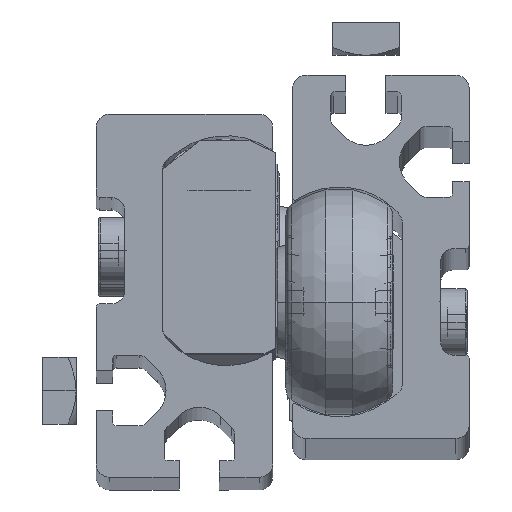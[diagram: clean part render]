
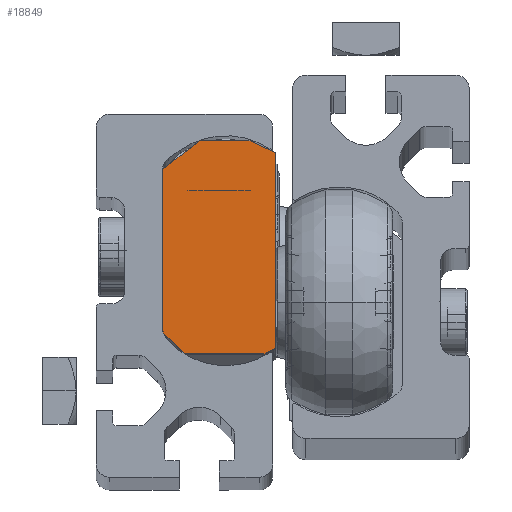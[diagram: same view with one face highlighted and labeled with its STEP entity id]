
A CAD part, top view. The second image highlights one B-rep face of the part: STEP entity #18849.
In plain terms, the highlighted face is planar.
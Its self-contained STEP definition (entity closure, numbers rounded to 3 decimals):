
#413 = EDGE_CURVE ( 'NONE', #3605, #4110, #8115, .T. ) ;
#1083 = ORIENTED_EDGE ( 'NONE', *, *, #19632, .T. ) ;
#1432 = LINE ( 'NONE', #22994, #15495 ) ;
#1433 = DIRECTION ( 'NONE',  ( 0., 0., 1. ) ) ;
#1525 = ORIENTED_EDGE ( 'NONE', *, *, #13370, .F. ) ;
#1585 = VERTEX_POINT ( 'NONE', #10638 ) ;
#1622 = EDGE_CURVE ( 'NONE', #15233, #22690, #1432, .T. ) ;
#1694 = CARTESIAN_POINT ( 'NONE',  ( 19., -12.2, 8.5 ) ) ;
#2385 = DIRECTION ( 'NONE',  ( 0., 0., 1. ) ) ;
#2547 = ORIENTED_EDGE ( 'NONE', *, *, #18740, .T. ) ;
#2746 = DIRECTION ( 'NONE',  ( 0., 0., -1. ) ) ;
#2897 = VECTOR ( 'NONE', #9688, 1000. ) ;
#3142 = VECTOR ( 'NONE', #5516, 1000. ) ;
#3605 = VERTEX_POINT ( 'NONE', #6561 ) ;
#3713 = VERTEX_POINT ( 'NONE', #12441 ) ;
#4077 = CARTESIAN_POINT ( 'NONE',  ( 19., 12.203, 8.5 ) ) ;
#4110 = VERTEX_POINT ( 'NONE', #15656 ) ;
#4200 = VECTOR ( 'NONE', #2746, 1000. ) ;
#5198 = CARTESIAN_POINT ( 'NONE',  ( 19., -15.5, 5.2 ) ) ;
#5516 = DIRECTION ( 'NONE',  ( 0., 0.616, -0.788 ) ) ;
#5613 = LINE ( 'NONE', #1694, #10694 ) ;
#5736 = CARTESIAN_POINT ( 'NONE',  ( 19., -14.661, -8.5 ) ) ;
#6200 = CARTESIAN_POINT ( 'NONE',  ( 19., 14.681, -8.5 ) ) ;
#6561 = CARTESIAN_POINT ( 'NONE',  ( 19., -14.661, -8.5 ) ) ;
#6771 = CARTESIAN_POINT ( 'NONE',  ( 19., 16.5, 3. ) ) ;
#7757 = CARTESIAN_POINT ( 'NONE',  ( 19., -12.2, 8.5 ) ) ;
#8115 = LINE ( 'NONE', #5736, #2897 ) ;
#8362 = CARTESIAN_POINT ( 'NONE',  ( 19., 16.5, -4.6 ) ) ;
#8945 = DIRECTION ( 'NONE',  ( -1., 0., 0. ) ) ;
#8977 = DIRECTION ( 'NONE',  ( 0., -0.707, -0.707 ) ) ;
#9090 = ORIENTED_EDGE ( 'NONE', *, *, #12711, .T. ) ;
#9382 = EDGE_CURVE ( 'NONE', #22690, #3605, #21498, .T. ) ;
#9688 = DIRECTION ( 'NONE',  ( 0., -0.423, 0.906 ) ) ;
#10638 = CARTESIAN_POINT ( 'NONE',  ( 19., 12.203, 8.5 ) ) ;
#10694 = VECTOR ( 'NONE', #8977, 1000. ) ;
#10731 = VECTOR ( 'NONE', #2385, 1000. ) ;
#10915 = DIRECTION ( 'NONE',  ( 0., -1., 0. ) ) ;
#12423 = DIRECTION ( 'NONE',  ( 0., -0.423, -0.906 ) ) ;
#12441 = CARTESIAN_POINT ( 'NONE',  ( 19., -12.2, 8.5 ) ) ;
#12711 = EDGE_CURVE ( 'NONE', #15233, #21621, #22398, .T. ) ;
#13370 = EDGE_CURVE ( 'NONE', #1585, #21621, #21950, .T. ) ;
#14047 = VECTOR ( 'NONE', #10915, 1000. ) ;
#14450 = ORIENTED_EDGE ( 'NONE', *, *, #17279, .F. ) ;
#14476 = CARTESIAN_POINT ( 'NONE',  ( 19., 1.5, 22.2 ) ) ;
#14882 = EDGE_LOOP ( 'NONE', ( #1525, #14450, #1083, #2547, #20377, #16491, #17254, #9090 ) ) ;
#15233 = VERTEX_POINT ( 'NONE', #8362 ) ;
#15330 = DIRECTION ( 'NONE',  ( 0., 1., 0. ) ) ;
#15428 = LINE ( 'NONE', #17620, #4200 ) ;
#15495 = VECTOR ( 'NONE', #12423, 1000. ) ;
#15656 = CARTESIAN_POINT ( 'NONE',  ( 19., -15.5, -6.7 ) ) ;
#16418 = LINE ( 'NONE', #7757, #22817 ) ;
#16491 = ORIENTED_EDGE ( 'NONE', *, *, #9382, .F. ) ;
#17254 = ORIENTED_EDGE ( 'NONE', *, *, #1622, .F. ) ;
#17279 = EDGE_CURVE ( 'NONE', #3713, #1585, #16418, .T. ) ;
#17620 = CARTESIAN_POINT ( 'NONE',  ( 19., -15.5, 5.2 ) ) ;
#18202 = PLANE ( 'NONE',  #19558 ) ;
#18740 = EDGE_CURVE ( 'NONE', #20982, #4110, #15428, .T. ) ;
#18849 = ADVANCED_FACE ( 'NONE', ( #23465 ), #18202, .F. ) ;
#19186 = CARTESIAN_POINT ( 'NONE',  ( 19., 16.5, -4.6 ) ) ;
#19558 = AXIS2_PLACEMENT_3D ( 'NONE', #14476, #8945, #1433 ) ;
#19632 = EDGE_CURVE ( 'NONE', #3713, #20982, #5613, .T. ) ;
#19834 = CARTESIAN_POINT ( 'NONE',  ( 19., 14.681, -8.5 ) ) ;
#20377 = ORIENTED_EDGE ( 'NONE', *, *, #413, .F. ) ;
#20982 = VERTEX_POINT ( 'NONE', #5198 ) ;
#21498 = LINE ( 'NONE', #19834, #14047 ) ;
#21621 = VERTEX_POINT ( 'NONE', #6771 ) ;
#21950 = LINE ( 'NONE', #4077, #3142 ) ;
#22398 = LINE ( 'NONE', #19186, #10731 ) ;
#22690 = VERTEX_POINT ( 'NONE', #6200 ) ;
#22817 = VECTOR ( 'NONE', #15330, 1000. ) ;
#22994 = CARTESIAN_POINT ( 'NONE',  ( 19., 16.5, -4.6 ) ) ;
#23465 = FACE_OUTER_BOUND ( 'NONE', #14882, .T. ) ;
